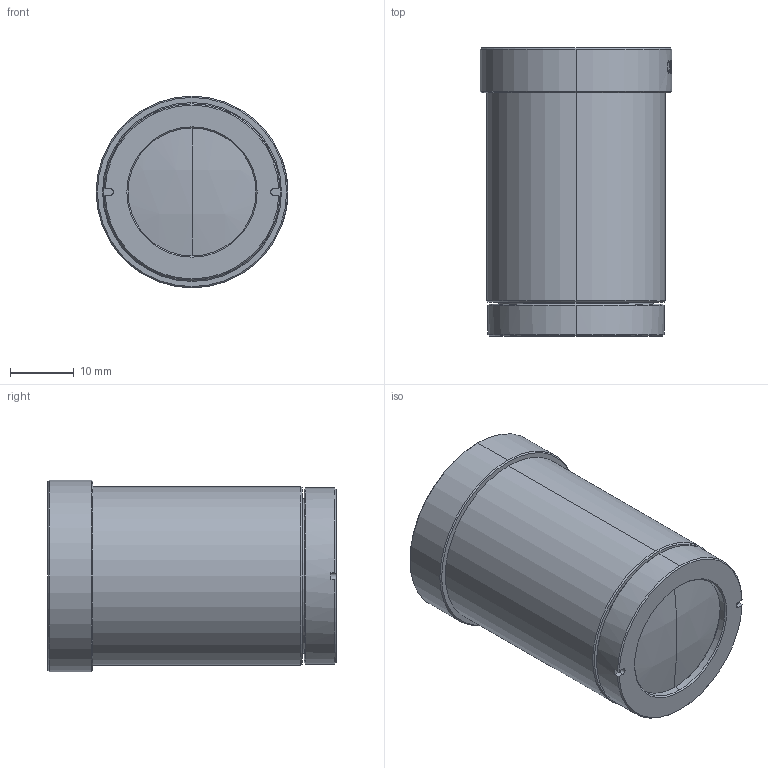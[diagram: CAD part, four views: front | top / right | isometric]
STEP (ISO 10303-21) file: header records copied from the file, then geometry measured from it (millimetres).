
FILE_DESCRIPTION( ('This file contains a STEP AP42 implementation' ,'as created by ZW3D STEP Interface translator.') ,'2;1' );
FILE_NAME( 'GLX6060A_俋倛3D.stp' ,'241010.14 426', (''), ('ZWCAD Software Co.'), 'Version 1.0', 'ZW3D to STEP translator', '' );
FILE_SCHEMA(('AUTOMOTIVE_DESIGN { 1 0 10303 214 1 1 1 1 }'));
Length unit declared in the file: millimetre
Products named in the file (1): 0
Bounding box: 30 x 45.09 x 30 mm (x, y, z)
Volume: 26276.4 mm3; surface area: 6182.7 mm2
Topology: 1 solids, 1 shells, 200 faces, 514 edges, 334 vertices
Faces by surface type: bspline 98, plane 37, cylinder 33, cone 28, sphere 4
Entity records: 11942 total; most frequent: CARTESIAN_POINT 7459, ORIENTED_EDGE 1028, DIRECTION 616, EDGE_CURVE 514, VERTEX_POINT 334, EDGE_LOOP 218, AXIS2_PLACEMENT_3D 211, B_SPLINE_CURVE_WITH_KNOTS 208
